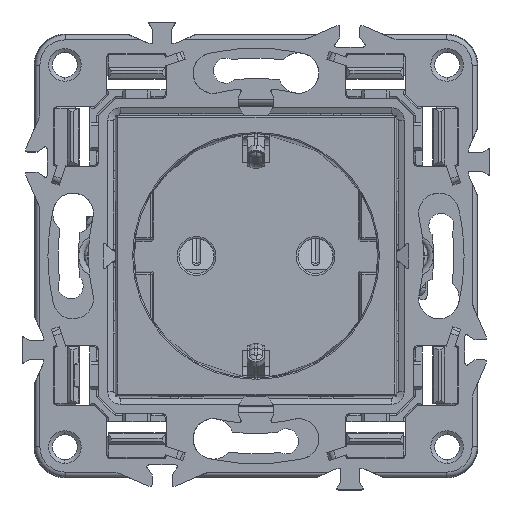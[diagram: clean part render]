
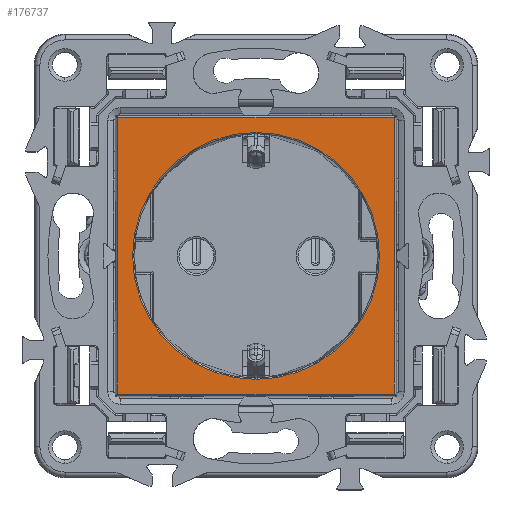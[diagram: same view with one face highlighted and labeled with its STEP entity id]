
A CAD part, top view. The second image highlights one B-rep face of the part: STEP entity #176737.
In plain terms, the highlighted planar face has unit normal (0, 0, 1).
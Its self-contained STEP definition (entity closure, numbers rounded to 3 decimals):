
#2798 = DIRECTION ( 'NONE',  ( 1., 0., 0. ) ) ;
#5842 = CARTESIAN_POINT ( 'NONE',  ( 0., 0., 6.205 ) ) ;
#9702 = LINE ( 'NONE', #145813, #149303 ) ;
#9809 = CARTESIAN_POINT ( 'NONE',  ( 22.044, 22.044, 6.205 ) ) ;
#14780 = CIRCLE ( 'NONE', #100604, 19.704 ) ;
#16703 = CARTESIAN_POINT ( 'NONE',  ( 0., 0., 6.205 ) ) ;
#17993 = VERTEX_POINT ( 'NONE', #82218 ) ;
#20504 = VERTEX_POINT ( 'NONE', #118592 ) ;
#24290 = VERTEX_POINT ( 'NONE', #85801 ) ;
#27738 = EDGE_CURVE ( 'NONE', #36201, #141666, #172323, .T. ) ;
#36201 = VERTEX_POINT ( 'NONE', #9809 ) ;
#38020 = ORIENTED_EDGE ( 'NONE', *, *, #174771, .T. ) ;
#45432 = DIRECTION ( 'NONE',  ( 1., 0., 0. ) ) ;
#46535 = EDGE_CURVE ( 'NONE', #17993, #36201, #9702, .T. ) ;
#49680 = DIRECTION ( 'NONE',  ( 0., -1., 0. ) ) ;
#50415 = VECTOR ( 'NONE', #45432, 1000. ) ;
#50627 = CARTESIAN_POINT ( 'NONE',  ( -22.044, 0., 6.205 ) ) ;
#51355 = EDGE_LOOP ( 'NONE', ( #38020, #95900 ) ) ;
#55311 = AXIS2_PLACEMENT_3D ( 'NONE', #5842, #75708, #58698 ) ;
#57906 = DIRECTION ( 'NONE',  ( 1., 0., 0. ) ) ;
#58698 = DIRECTION ( 'NONE',  ( 1., 0., 0. ) ) ;
#58779 = CARTESIAN_POINT ( 'NONE',  ( -19.704, 0., 6.205 ) ) ;
#60121 = DIRECTION ( 'NONE',  ( 0., 0., -1. ) ) ;
#63178 = LINE ( 'NONE', #50627, #152377 ) ;
#71347 = DIRECTION ( 'NONE',  ( 0., 0., -1. ) ) ;
#73409 = EDGE_LOOP ( 'NONE', ( #143379, #148589, #131888, #156120 ) ) ;
#75708 = DIRECTION ( 'NONE',  ( 0., 0., 1. ) ) ;
#76631 = EDGE_CURVE ( 'NONE', #24290, #141666, #167200, .T. ) ;
#77447 = CARTESIAN_POINT ( 'NONE',  ( 22.044, 0., 6.205 ) ) ;
#79067 = VECTOR ( 'NONE', #49680, 1000. ) ;
#82218 = CARTESIAN_POINT ( 'NONE',  ( -22.044, 22.044, 6.205 ) ) ;
#85801 = CARTESIAN_POINT ( 'NONE',  ( -22.044, -22.044, 6.205 ) ) ;
#90371 = DIRECTION ( 'NONE',  ( 1., 0., 0. ) ) ;
#95900 = ORIENTED_EDGE ( 'NONE', *, *, #164860, .T. ) ;
#100438 = CARTESIAN_POINT ( 'NONE',  ( 0., 0., 6.205 ) ) ;
#100604 = AXIS2_PLACEMENT_3D ( 'NONE', #100438, #60121, #2798 ) ;
#113964 = VERTEX_POINT ( 'NONE', #58779 ) ;
#116221 = CARTESIAN_POINT ( 'NONE',  ( 22.044, -22.044, 6.205 ) ) ;
#118592 = CARTESIAN_POINT ( 'NONE',  ( 19.704, 0., 6.205 ) ) ;
#119531 = EDGE_CURVE ( 'NONE', #17993, #24290, #63178, .T. ) ;
#125156 = CARTESIAN_POINT ( 'NONE',  ( 0., -22.044, 6.205 ) ) ;
#131888 = ORIENTED_EDGE ( 'NONE', *, *, #76631, .T. ) ;
#141666 = VERTEX_POINT ( 'NONE', #116221 ) ;
#141939 = PLANE ( 'NONE',  #55311 ) ;
#143379 = ORIENTED_EDGE ( 'NONE', *, *, #46535, .F. ) ;
#145813 = CARTESIAN_POINT ( 'NONE',  ( 0., 22.044, 6.205 ) ) ;
#146294 = AXIS2_PLACEMENT_3D ( 'NONE', #16703, #71347, #57906 ) ;
#146396 = DIRECTION ( 'NONE',  ( 0., -1., 0. ) ) ;
#148589 = ORIENTED_EDGE ( 'NONE', *, *, #119531, .T. ) ;
#149303 = VECTOR ( 'NONE', #90371, 1000. ) ;
#152377 = VECTOR ( 'NONE', #146396, 1000. ) ;
#156120 = ORIENTED_EDGE ( 'NONE', *, *, #27738, .F. ) ;
#158021 = FACE_BOUND ( 'NONE', #51355, .T. ) ;
#164860 = EDGE_CURVE ( 'NONE', #113964, #20504, #174814, .T. ) ;
#167200 = LINE ( 'NONE', #125156, #50415 ) ;
#170591 = FACE_OUTER_BOUND ( 'NONE', #73409, .T. ) ;
#172323 = LINE ( 'NONE', #77447, #79067 ) ;
#174771 = EDGE_CURVE ( 'NONE', #20504, #113964, #14780, .T. ) ;
#174814 = CIRCLE ( 'NONE', #146294, 19.704 ) ;
#176737 = ADVANCED_FACE ( 'NONE', ( #170591, #158021 ), #141939, .T. ) ;
